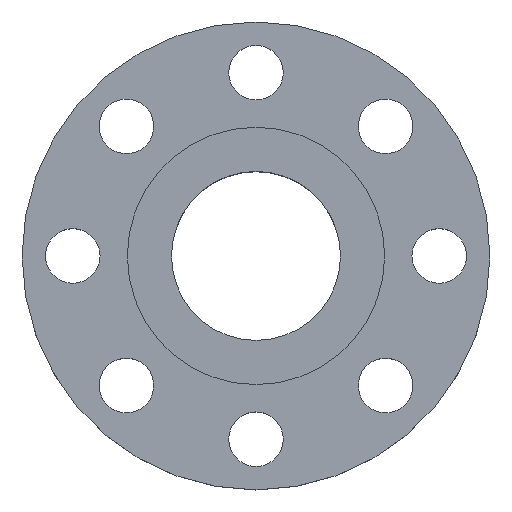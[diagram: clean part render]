
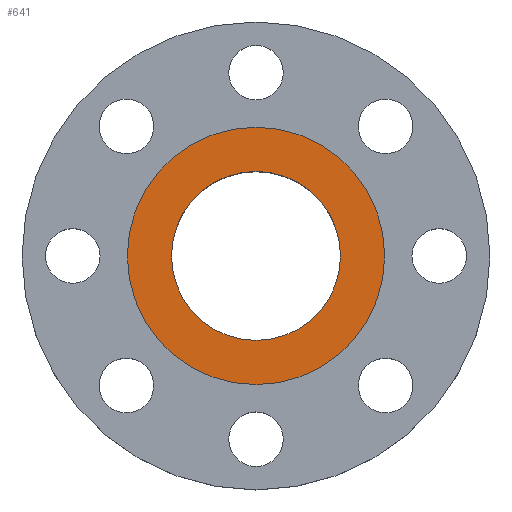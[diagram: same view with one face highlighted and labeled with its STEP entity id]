
A CAD part, top view. The second image highlights one B-rep face of the part: STEP entity #641.
In plain terms, the highlighted planar face has unit normal (0, 0, 1).
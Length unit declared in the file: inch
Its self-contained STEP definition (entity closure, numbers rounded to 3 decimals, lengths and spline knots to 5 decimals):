
#10 = EDGE_CURVE ( 'NONE', #191, #423, #195, .T. ) ;
#14 = DIRECTION ( 'NONE',  ( 1., 0., 0. ) ) ;
#20 = AXIS2_PLACEMENT_3D ( 'NONE', #985, #98, #14 ) ;
#46 = EDGE_CURVE ( 'NONE', #477, #541, #974, .T. ) ;
#98 = DIRECTION ( 'NONE',  ( 0., 0., 1. ) ) ;
#110 = CARTESIAN_POINT ( 'NONE',  ( 1.3545, 0., 0. ) ) ;
#137 = ORIENTED_EDGE ( 'NONE', *, *, #10, .F. ) ;
#191 = VERTEX_POINT ( 'NONE', #110 ) ;
#195 = CIRCLE ( 'NONE', #20, 1.3545 ) ;
#213 = AXIS2_PLACEMENT_3D ( 'NONE', #459, #884, #1073 ) ;
#226 = CARTESIAN_POINT ( 'NONE',  ( 0., 0., 0. ) ) ;
#243 = FACE_OUTER_BOUND ( 'NONE', #429, .T. ) ;
#252 = CIRCLE ( 'NONE', #514, 1.3545 ) ;
#309 = CIRCLE ( 'NONE', #213, 2.0625 ) ;
#315 = EDGE_CURVE ( 'NONE', #423, #191, #252, .T. ) ;
#325 = ORIENTED_EDGE ( 'NONE', *, *, #744, .T. ) ;
#358 = DIRECTION ( 'NONE',  ( 1., 0., 0. ) ) ;
#412 = ORIENTED_EDGE ( 'NONE', *, *, #315, .F. ) ;
#419 = DIRECTION ( 'NONE',  ( 1., 0., 0. ) ) ;
#423 = VERTEX_POINT ( 'NONE', #889 ) ;
#429 = EDGE_LOOP ( 'NONE', ( #978, #325 ) ) ;
#459 = CARTESIAN_POINT ( 'NONE',  ( 0., 0., 0. ) ) ;
#477 = VERTEX_POINT ( 'NONE', #1070 ) ;
#497 = CARTESIAN_POINT ( 'NONE',  ( -2.0625, 0., 0. ) ) ;
#513 = CARTESIAN_POINT ( 'NONE',  ( 0., 1.3545, 0. ) ) ;
#514 = AXIS2_PLACEMENT_3D ( 'NONE', #226, #617, #419 ) ;
#541 = VERTEX_POINT ( 'NONE', #497 ) ;
#617 = DIRECTION ( 'NONE',  ( 0., 0., 1. ) ) ;
#641 = ADVANCED_FACE ( 'NONE', ( #767, #243 ), #853, .F. ) ;
#692 = DIRECTION ( 'NONE',  ( -1., 0., 0. ) ) ;
#744 = EDGE_CURVE ( 'NONE', #541, #477, #309, .T. ) ;
#767 = FACE_BOUND ( 'NONE', #900, .T. ) ;
#853 = PLANE ( 'NONE',  #883 ) ;
#880 = CARTESIAN_POINT ( 'NONE',  ( 0., 0., 0. ) ) ;
#883 = AXIS2_PLACEMENT_3D ( 'NONE', #513, #1045, #692 ) ;
#884 = DIRECTION ( 'NONE',  ( 0., 0., 1. ) ) ;
#889 = CARTESIAN_POINT ( 'NONE',  ( -1.3545, 0., 0. ) ) ;
#900 = EDGE_LOOP ( 'NONE', ( #137, #412 ) ) ;
#934 = AXIS2_PLACEMENT_3D ( 'NONE', #880, #1154, #358 ) ;
#974 = CIRCLE ( 'NONE', #934, 2.0625 ) ;
#978 = ORIENTED_EDGE ( 'NONE', *, *, #46, .T. ) ;
#985 = CARTESIAN_POINT ( 'NONE',  ( 0., 0., 0. ) ) ;
#1045 = DIRECTION ( 'NONE',  ( 0., 0., -1. ) ) ;
#1070 = CARTESIAN_POINT ( 'NONE',  ( 2.0625, 0., 0. ) ) ;
#1073 = DIRECTION ( 'NONE',  ( 1., 0., 0. ) ) ;
#1154 = DIRECTION ( 'NONE',  ( 0., 0., 1. ) ) ;
